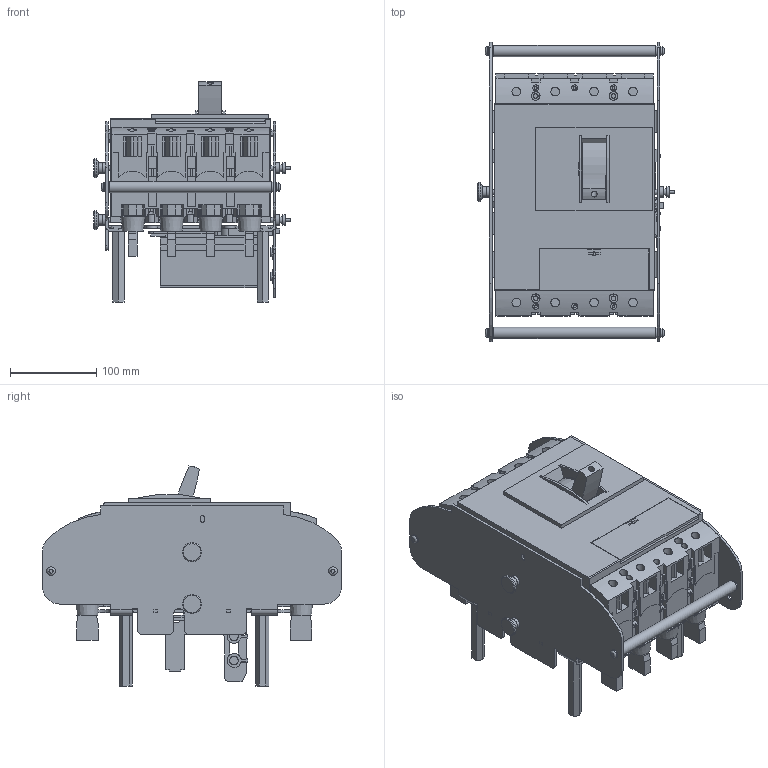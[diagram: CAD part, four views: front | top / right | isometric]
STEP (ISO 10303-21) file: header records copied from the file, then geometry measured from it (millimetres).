
FILE_DESCRIPTION(/* description */ ('STEP AP214'),/* implementation_level */ '2;1');
FILE_NAME(/* name */ 'eaton-molded-case-switches-mcad-3d-models-nzm3-4p-xave',/* time_stamp */ '2025-07-09T08:20:37+02:00',/* author */ ('License CC BY-ND 4.0'),/* organization */ ('CADENAS'),/* preprocessor_version */ 'ST-DEVELOPER v19.3',/* originating_system */ 'PARTsolutions',/* authorisation */ ' ');
FILE_SCHEMA (('AUTOMOTIVE_DESIGN {1 0 10303 214 3 1 1}'));
Length unit declared in the file: millimetre
Products named in the file (1): 191530
Bounding box: 227.3 x 346 x 254.47 mm (x, y, z)
Volume: 6642224.2 mm3; surface area: 674898.9 mm2
Topology: 1 solids, 1 shells, 1507 faces, 4111 edges, 2710 vertices
Faces by surface type: plane 1193, cylinder 287, cone 23, torus 4
Full cylindrical faces by diameter (mm): 3 x2, 3.3 x6, 3.4 x1, 3.5 x3, 4 x4, 4.3 x3, 4.5 x5, 5.2 x6, 5.5 x12, 6 x8, 6.5 x6, 6.9 x6, 7 x3, 7.9 x2, 8.5 x6, 9.9 x4, 10 x10, 12 x4, 12.2 x2, 12.5 x2, 12.6 x4, 13 x2, 20 x1, 22 x2
Entity records: 46458 total; most frequent: CARTESIAN_POINT 8375, ORIENTED_EDGE 7856, DIRECTION 7592, EDGE_CURVE 3928, LINE 3202, VECTOR 3202, VERTEX_POINT 2654, AXIS2_PLACEMENT_3D 2195
